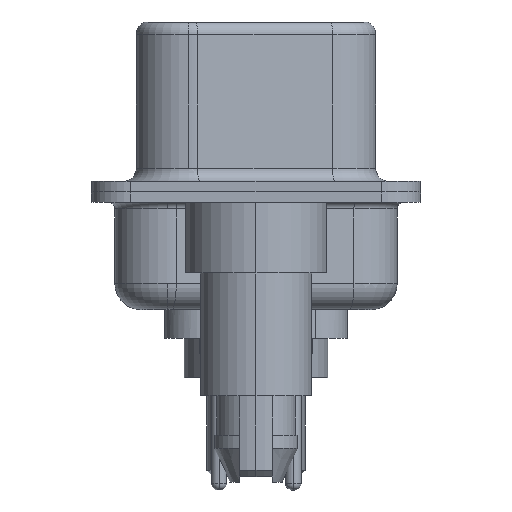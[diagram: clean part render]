
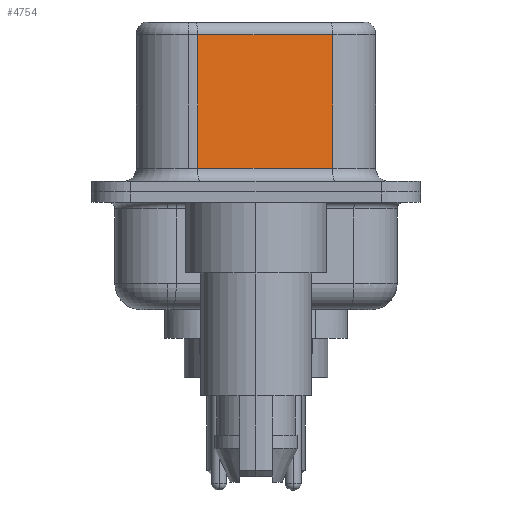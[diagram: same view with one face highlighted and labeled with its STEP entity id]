
A CAD part, left-side view. The second image highlights one B-rep face of the part: STEP entity #4754.
In plain terms, the highlighted planar face has unit normal (-0.985, -0.174, 0).
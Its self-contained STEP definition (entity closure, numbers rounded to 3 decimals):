
#360 = LINE ( 'NONE', #13577, #3702 ) ;
#584 = FACE_OUTER_BOUND ( 'NONE', #1180, .T. ) ;
#707 = EDGE_CURVE ( 'NONE', #15027, #14603, #360, .T. ) ;
#953 = VERTEX_POINT ( 'NONE', #16345 ) ;
#1180 = EDGE_LOOP ( 'NONE', ( #12884, #8957, #7561, #12798 ) ) ;
#3605 = EDGE_CURVE ( 'NONE', #14603, #953, #5363, .T. ) ;
#3702 = VECTOR ( 'NONE', #11310, 1000. ) ;
#4754 = ADVANCED_FACE ( 'NONE', ( #584 ), #15219, .F. ) ;
#5363 = LINE ( 'NONE', #9566, #9076 ) ;
#5788 = DIRECTION ( 'NONE',  ( 0.174, -0.985, 0. ) ) ;
#6525 = CARTESIAN_POINT ( 'NONE',  ( 4.565, -2.927, 6.02 ) ) ;
#7056 = VECTOR ( 'NONE', #7655, 1000. ) ;
#7273 = LINE ( 'NONE', #11568, #13498 ) ;
#7561 = ORIENTED_EDGE ( 'NONE', *, *, #707, .T. ) ;
#7655 = DIRECTION ( 'NONE',  ( -0.174, 0.985, 0. ) ) ;
#7977 = CARTESIAN_POINT ( 'NONE',  ( 3.655, 2.233, 6.02 ) ) ;
#8957 = ORIENTED_EDGE ( 'NONE', *, *, #16661, .T. ) ;
#9076 = VECTOR ( 'NONE', #5788, 1000. ) ;
#9566 = CARTESIAN_POINT ( 'NONE',  ( 4.565, -2.927, 0.9 ) ) ;
#10075 = DIRECTION ( 'NONE',  ( 0., 0., -1. ) ) ;
#11310 = DIRECTION ( 'NONE',  ( 0., 0., -1. ) ) ;
#11568 = CARTESIAN_POINT ( 'NONE',  ( 4.565, -2.927, 6.52 ) ) ;
#11995 = VERTEX_POINT ( 'NONE', #16420 ) ;
#12772 = AXIS2_PLACEMENT_3D ( 'NONE', #13481, #15117, #13286 ) ;
#12798 = ORIENTED_EDGE ( 'NONE', *, *, #3605, .T. ) ;
#12884 = ORIENTED_EDGE ( 'NONE', *, *, #17914, .F. ) ;
#13286 = DIRECTION ( 'NONE',  ( -0.174, 0.985, 0. ) ) ;
#13481 = CARTESIAN_POINT ( 'NONE',  ( 4.565, -2.927, 6.52 ) ) ;
#13498 = VECTOR ( 'NONE', #10075, 1000. ) ;
#13577 = CARTESIAN_POINT ( 'NONE',  ( 3.655, 2.233, 6.52 ) ) ;
#14603 = VERTEX_POINT ( 'NONE', #15570 ) ;
#15027 = VERTEX_POINT ( 'NONE', #7977 ) ;
#15117 = DIRECTION ( 'NONE',  ( 0.985, 0.174, 0. ) ) ;
#15219 = PLANE ( 'NONE',  #12772 ) ;
#15570 = CARTESIAN_POINT ( 'NONE',  ( 3.655, 2.233, 0.9 ) ) ;
#16345 = CARTESIAN_POINT ( 'NONE',  ( 4.565, -2.927, 0.9 ) ) ;
#16420 = CARTESIAN_POINT ( 'NONE',  ( 4.565, -2.927, 6.02 ) ) ;
#16661 = EDGE_CURVE ( 'NONE', #11995, #15027, #17631, .T. ) ;
#17631 = LINE ( 'NONE', #6525, #7056 ) ;
#17914 = EDGE_CURVE ( 'NONE', #11995, #953, #7273, .T. ) ;
